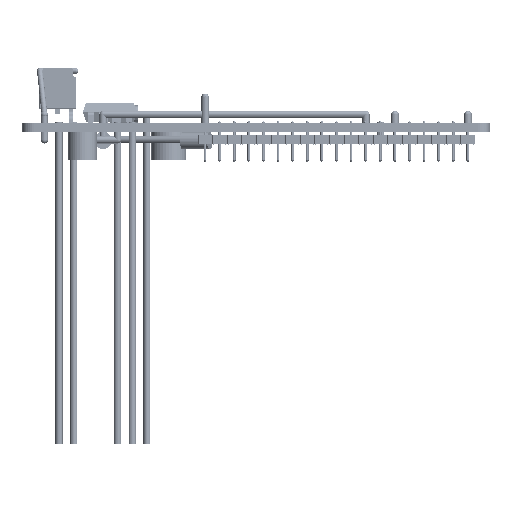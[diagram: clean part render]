
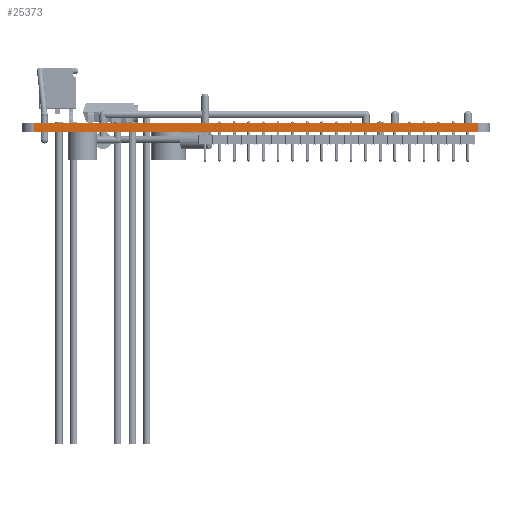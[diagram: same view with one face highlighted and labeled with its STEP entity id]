
A CAD part, left-side view. The second image highlights one B-rep face of the part: STEP entity #25373.
In plain terms, the highlighted planar face has unit normal (-1, 0, 0).
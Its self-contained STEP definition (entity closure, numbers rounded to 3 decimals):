
#3944=FACE_OUTER_BOUND('',#5165,.T.);
#5165=EDGE_LOOP('',(#17395,#17396,#17397,#17398));
#7314=LINE('',#37577,#9194);
#7315=LINE('',#37579,#9195);
#7316=LINE('',#37581,#9196);
#7317=LINE('',#37582,#9197);
#9194=VECTOR('',#29682,77.343);
#9195=VECTOR('',#29683,1.575);
#9196=VECTOR('',#29684,77.343);
#9197=VECTOR('',#29685,1.575);
#11074=VERTEX_POINT('',#37575);
#11075=VERTEX_POINT('',#37576);
#11076=VERTEX_POINT('',#37578);
#11077=VERTEX_POINT('',#37580);
#13695=EDGE_CURVE('',#11074,#11075,#7314,.T.);
#13696=EDGE_CURVE('',#11074,#11076,#7315,.T.);
#13697=EDGE_CURVE('',#11076,#11077,#7316,.T.);
#13698=EDGE_CURVE('',#11077,#11075,#7317,.F.);
#17395=ORIENTED_EDGE('',*,*,#13695,.F.);
#17396=ORIENTED_EDGE('',*,*,#13696,.T.);
#17397=ORIENTED_EDGE('',*,*,#13697,.T.);
#17398=ORIENTED_EDGE('',*,*,#13698,.T.);
#24795=PLANE('',#26670);
#25373=ADVANCED_FACE('',(#3944),#24795,.F.);
#26670=AXIS2_PLACEMENT_3D('',#37574,#29680,#29681);
#29680=DIRECTION('center_axis',(1.,0.,0.));
#29681=DIRECTION('ref_axis',(0.,0.,-1.));
#29682=DIRECTION('',(0.,0.,1.));
#29683=DIRECTION('',(0.,-1.,0.));
#29684=DIRECTION('',(0.,0.,1.));
#29685=DIRECTION('',(0.,-1.,0.));
#37574=CARTESIAN_POINT('Origin',(0.,1.575,0.));
#37575=CARTESIAN_POINT('',(0.,1.575,-79.375));
#37576=CARTESIAN_POINT('',(0.,1.575,-2.032));
#37577=CARTESIAN_POINT('',(0.,1.575,-79.375));
#37578=CARTESIAN_POINT('',(0.,0.,-79.375));
#37579=CARTESIAN_POINT('',(0.,1.575,-79.375));
#37580=CARTESIAN_POINT('',(0.,0.,-2.032));
#37581=CARTESIAN_POINT('',(0.,0.,-79.375));
#37582=CARTESIAN_POINT('',(0.,1.575,-2.032));
